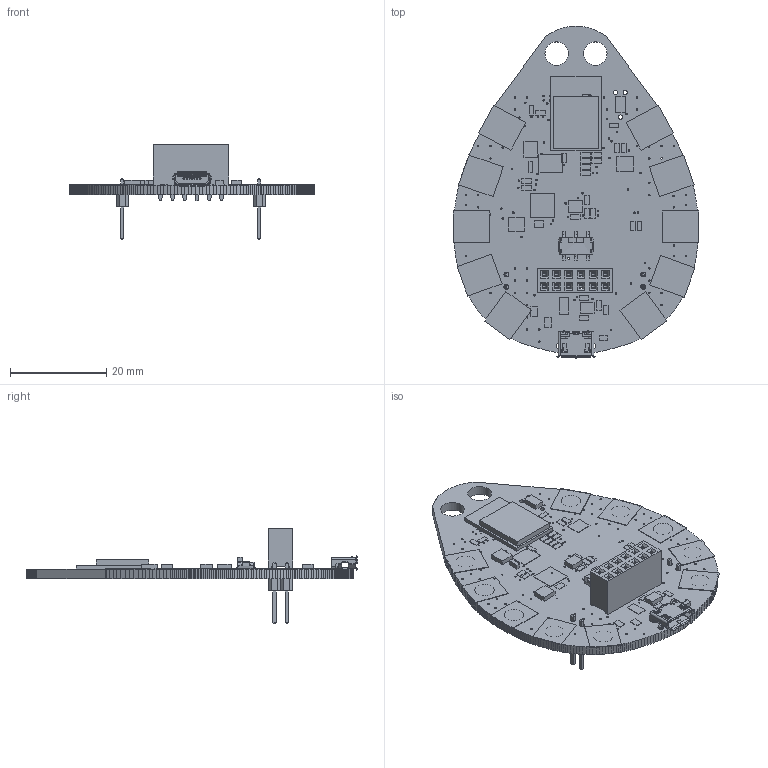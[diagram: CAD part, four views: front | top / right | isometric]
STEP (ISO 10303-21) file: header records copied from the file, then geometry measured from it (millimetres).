
FILE_DESCRIPTION(/* description */ (''),/* implementation_level */ '2;1');
FILE_NAME(/* name */ 'a97ec25d-3030-4828-9873-e1800b84b2d9.stp',/* time_stamp */ '2020-06-11T21:13:57+00:00',/* author */ (''),/* organization */ (''),/* preprocessor_version */ 'ST-DEVELOPER v18.1',/* originating_system */ 'Autodesk Translation Framework v9.3.0.1241',/* authorisation */ '');
FILE_SCHEMA (('AUTOMOTIVE_DESIGN { 1 0 10303 214 3 1 1 }'));
Products named in the file (31): a97ec25d-3030-4828-9873-e1800b84b2d9; PCB Component; Board; MDBT50Q-P1MV2; DNP; 330R; 10118194-0001LF; LC8812B-3535; ICM-20600; MMBT2222; 1N4148WS; BB_PAD_BANANA; ESDR0502N; ALS-PT19-315C; HQT-5020; 68000-402HLF; NSR0320MW2T1G; BUTTON_SMT_350_3103.5X3.1_SMT; 1.5uH; TPS63031DSK; MSK-01P; 1; 1 (1); 1 (2); 1 (3); 1 (4); 1 (5); 1 (6); 1 (7); 1 (8); PPPC062LFBN-RC
Assembly tree (65 placements, depth 4):
  a97ec25d-3030-4828-9873-e1800b84b2d9
    PCB Component
      Board
      MDBT50Q-P1MV2
      DNP
      330R  x24
      10118194-0001LF
      LC8812B-3535
      ICM-20600
      MMBT2222  x2
      1N4148WS
      BB_PAD_BANANA  x10
      ESDR0502N
      ALS-PT19-315C
      HQT-5020
      68000-402HLF  x2
      NSR0320MW2T1G  x2
      BUTTON_SMT_350_3103.5X3.1_SMT
      1.5uH
      TPS63031DSK
      MSK-01P
        1
        1 (1)
        1 (2)
        1 (3)
        1 (4)
        1 (5)
        1 (6)
        1 (7)
        1 (8)
      PPPC062LFBN-RC
Bounding box: 51.1 x 69.03 x 19.83 mm (x, y, z)
Volume: 5770.2 mm3; surface area: 9828.8 mm2
Topology: 66 solids, 77 shells, 2322 faces, 6383 edges, 4155 vertices
Faces by surface type: plane 1706, cylinder 577, bspline 21, cone 10, torus 4, sphere 4
Full cylindrical faces by diameter (mm): 0.3 x128, 0.35 x16, 0.406 x1, 0.8 x2, 0.85 x2, 0.889 x3, 0.9 x2, 1.016 x16, 1.2 x2, 4 x10, 4.9 x2
Entity records: 70958 total; most frequent: CARTESIAN_POINT 14358, ORIENTED_EDGE 11577, DIRECTION 11222, EDGE_CURVE 5852, LINE 4576, VECTOR 4576, VERTEX_POINT 3807, AXIS2_PLACEMENT_3D 3323
